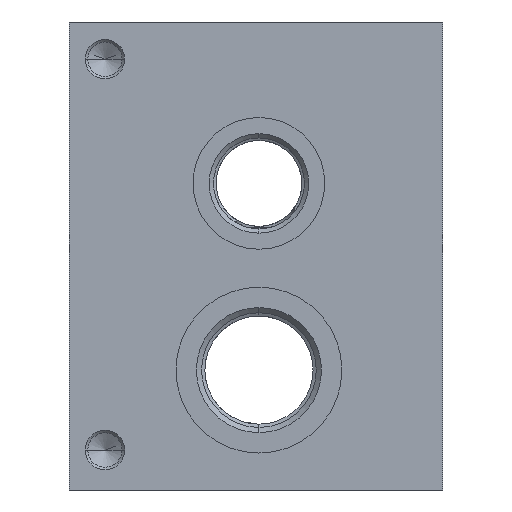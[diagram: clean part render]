
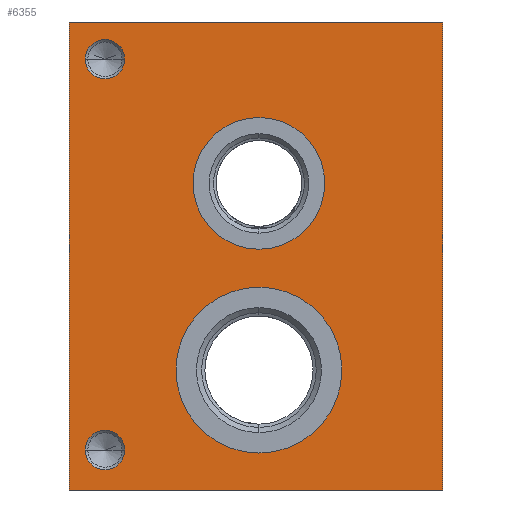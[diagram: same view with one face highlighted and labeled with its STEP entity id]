
A CAD part, front view. The second image highlights one B-rep face of the part: STEP entity #6355.
In plain terms, the highlighted planar face has unit normal (0, -1, 0).
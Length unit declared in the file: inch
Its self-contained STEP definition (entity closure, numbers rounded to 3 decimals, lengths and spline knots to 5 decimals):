
#5=DIRECTION('',(1.,0.,0.));
#6=VECTOR('',#5,3.938);
#7=CARTESIAN_POINT('',(0.,-9.75,0.));
#8=LINE('',#7,#6);
#75=DIRECTION('',(0.,0.,1.));
#76=VECTOR('',#75,4.938);
#77=CARTESIAN_POINT('',(3.938,-9.75,0.));
#78=LINE('',#77,#76);
#349=DIRECTION('',(0.,0.,1.));
#350=VECTOR('',#349,4.938);
#351=CARTESIAN_POINT('',(0.,-9.75,0.));
#352=LINE('',#351,#350);
#353=CARTESIAN_POINT('',(0.375,-9.75,0.422));
#354=DIRECTION('',(0.,1.,0.));
#355=DIRECTION('',(-1.,0.,0.));
#356=AXIS2_PLACEMENT_3D('',#353,#354,#355);
#358=CARTESIAN_POINT('',(0.375,-9.75,0.422));
#359=DIRECTION('',(0.,1.,0.));
#360=DIRECTION('',(1.,0.,0.));
#361=AXIS2_PLACEMENT_3D('',#358,#359,#360);
#363=CARTESIAN_POINT('',(0.375,-9.75,4.546));
#364=DIRECTION('',(0.,1.,0.));
#365=DIRECTION('',(-1.,0.,0.));
#366=AXIS2_PLACEMENT_3D('',#363,#364,#365);
#368=CARTESIAN_POINT('',(0.375,-9.75,4.546));
#369=DIRECTION('',(0.,1.,0.));
#370=DIRECTION('',(1.,0.,0.));
#371=AXIS2_PLACEMENT_3D('',#368,#369,#370);
#373=CARTESIAN_POINT('',(2.,-9.75,1.265));
#374=DIRECTION('',(0.,1.,0.));
#375=DIRECTION('',(0.,0.,-1.));
#376=AXIS2_PLACEMENT_3D('',#373,#374,#375);
#378=CARTESIAN_POINT('',(2.,-9.75,1.265));
#379=DIRECTION('',(0.,1.,0.));
#380=DIRECTION('',(0.,0.,1.));
#381=AXIS2_PLACEMENT_3D('',#378,#379,#380);
#383=CARTESIAN_POINT('',(2.,-9.75,3.235));
#384=DIRECTION('',(0.,1.,0.));
#385=DIRECTION('',(0.,0.,-1.));
#386=AXIS2_PLACEMENT_3D('',#383,#384,#385);
#388=CARTESIAN_POINT('',(2.,-9.75,3.235));
#389=DIRECTION('',(0.,1.,0.));
#390=DIRECTION('',(0.,0.,1.));
#391=AXIS2_PLACEMENT_3D('',#388,#389,#390);
#405=DIRECTION('',(1.,0.,0.));
#406=VECTOR('',#405,3.938);
#407=CARTESIAN_POINT('',(0.,-9.75,4.938));
#408=LINE('',#407,#406);
#5104=CARTESIAN_POINT('',(0.,-9.75,0.));
#5106=VERTEX_POINT('',#5104);
#5107=CARTESIAN_POINT('',(3.938,-9.75,0.));
#5108=VERTEX_POINT('',#5107);
#5112=CARTESIAN_POINT('',(0.,-9.75,4.938));
#5114=VERTEX_POINT('',#5112);
#5115=CARTESIAN_POINT('',(3.938,-9.75,4.938));
#5116=VERTEX_POINT('',#5115);
#5729=CARTESIAN_POINT('',(0.167,-9.75,0.422));
#5731=VERTEX_POINT('',#5729);
#5733=CARTESIAN_POINT('',(0.583,-9.75,0.422));
#5735=VERTEX_POINT('',#5733);
#5743=CARTESIAN_POINT('',(0.167,-9.75,4.546));
#5745=VERTEX_POINT('',#5743);
#5747=CARTESIAN_POINT('',(0.583,-9.75,4.546));
#5749=VERTEX_POINT('',#5747);
#5767=CARTESIAN_POINT('',(2.,-9.75,0.39));
#5768=CARTESIAN_POINT('',(2.,-9.75,2.14));
#5769=VERTEX_POINT('',#5767);
#5770=VERTEX_POINT('',#5768);
#5803=CARTESIAN_POINT('',(2.,-9.75,2.54));
#5804=CARTESIAN_POINT('',(2.,-9.75,3.93));
#5805=VERTEX_POINT('',#5803);
#5806=VERTEX_POINT('',#5804);
#6319=CARTESIAN_POINT('',(0.,-9.75,0.));
#6320=DIRECTION('',(0.,-1.,0.));
#6321=DIRECTION('',(1.,0.,0.));
#6322=AXIS2_PLACEMENT_3D('',#6319,#6320,#6321);
#6323=PLANE('',#6322);
#6324=ORIENTED_EDGE('',*,*,#6075,.F.);
#6325=ORIENTED_EDGE('',*,*,#6100,.T.);
#6327=ORIENTED_EDGE('',*,*,#6326,.T.);
#6328=ORIENTED_EDGE('',*,*,#6149,.F.);
#6329=EDGE_LOOP('',(#6324,#6325,#6327,#6328));
#6330=FACE_OUTER_BOUND('',#6329,.F.);
#6332=ORIENTED_EDGE('',*,*,#6331,.F.);
#6334=ORIENTED_EDGE('',*,*,#6333,.F.);
#6335=EDGE_LOOP('',(#6332,#6334));
#6336=FACE_BOUND('',#6335,.F.);
#6338=ORIENTED_EDGE('',*,*,#6337,.F.);
#6340=ORIENTED_EDGE('',*,*,#6339,.F.);
#6341=EDGE_LOOP('',(#6338,#6340));
#6342=FACE_BOUND('',#6341,.F.);
#6344=ORIENTED_EDGE('',*,*,#6343,.F.);
#6346=ORIENTED_EDGE('',*,*,#6345,.F.);
#6347=EDGE_LOOP('',(#6344,#6346));
#6348=FACE_BOUND('',#6347,.F.);
#6350=ORIENTED_EDGE('',*,*,#6349,.F.);
#6352=ORIENTED_EDGE('',*,*,#6351,.F.);
#6353=EDGE_LOOP('',(#6350,#6352));
#6354=FACE_BOUND('',#6353,.F.);
#6355=ADVANCED_FACE('',(#6330,#6336,#6342,#6348,#6354),#6323,.T.);
#357=CIRCLE('',#356,0.208);
#362=CIRCLE('',#361,0.208);
#367=CIRCLE('',#366,0.208);
#372=CIRCLE('',#371,0.208);
#377=CIRCLE('',#376,0.875);
#382=CIRCLE('',#381,0.875);
#387=CIRCLE('',#386,0.695);
#392=CIRCLE('',#391,0.695);
#6075=EDGE_CURVE('',#5106,#5108,#8,.T.);
#6100=EDGE_CURVE('',#5106,#5114,#352,.T.);
#6149=EDGE_CURVE('',#5108,#5116,#78,.T.);
#6326=EDGE_CURVE('',#5114,#5116,#408,.T.);
#6331=EDGE_CURVE('',#5731,#5735,#357,.T.);
#6333=EDGE_CURVE('',#5735,#5731,#362,.T.);
#6337=EDGE_CURVE('',#5745,#5749,#367,.T.);
#6339=EDGE_CURVE('',#5749,#5745,#372,.T.);
#6343=EDGE_CURVE('',#5769,#5770,#377,.T.);
#6345=EDGE_CURVE('',#5770,#5769,#382,.T.);
#6349=EDGE_CURVE('',#5805,#5806,#387,.T.);
#6351=EDGE_CURVE('',#5806,#5805,#392,.T.);
